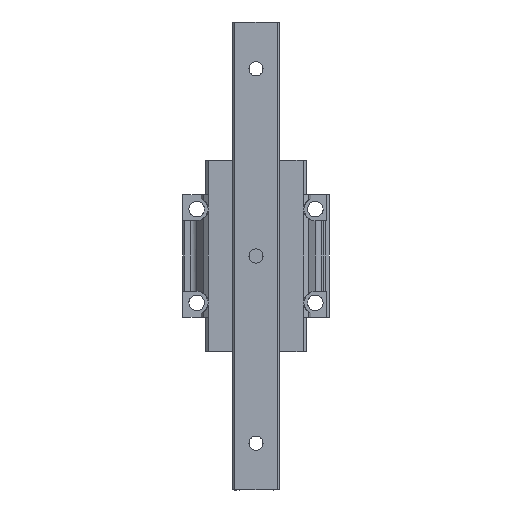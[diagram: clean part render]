
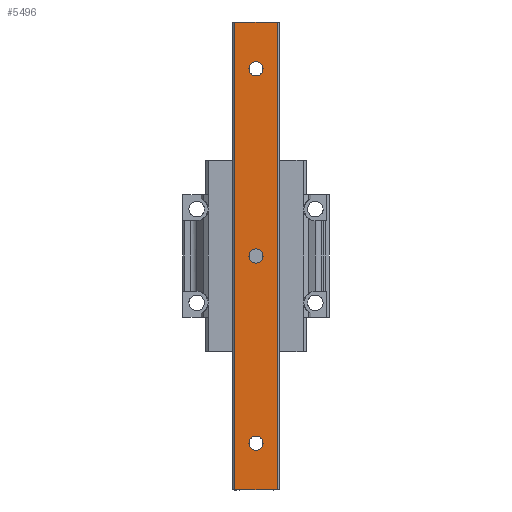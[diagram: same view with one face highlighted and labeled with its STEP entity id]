
A CAD part, front view. The second image highlights one B-rep face of the part: STEP entity #5496.
In plain terms, the highlighted free-form (B-spline) face has degree [1, 1] with [2, 2] control points.
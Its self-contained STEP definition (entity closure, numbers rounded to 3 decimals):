
#5114 = VERTEX_POINT('',#5115);
#5115 = CARTESIAN_POINT('',(-10.042,-22.152,
    -110.761));
#5120 = EDGE_CURVE('',#5121,#5114,#5123,.T.);
#5121 = VERTEX_POINT('',#5122);
#5122 = CARTESIAN_POINT('',(10.042,-22.152,
    -110.761));
#5123 = B_SPLINE_CURVE_WITH_KNOTS('',1,(#5124,#5125),.UNSPECIFIED.,.F.,
  .F.,(2,2),(0.,13.6),.PIECEWISE_BEZIER_KNOTS.);
#5124 = CARTESIAN_POINT('',(10.042,-22.152,
    -110.761));
#5125 = CARTESIAN_POINT('',(-10.042,-22.152,
    -110.761));
#5479 = EDGE_CURVE('',#5480,#5121,#5482,.T.);
#5480 = VERTEX_POINT('',#5481);
#5481 = CARTESIAN_POINT('',(10.042,-22.152,
    110.761));
#5482 = B_SPLINE_CURVE_WITH_KNOTS('',1,(#5483,#5484),.UNSPECIFIED.,.F.,
  .F.,(2,2),(0.,150.),.PIECEWISE_BEZIER_KNOTS.);
#5483 = CARTESIAN_POINT('',(10.042,-22.152,
    110.761));
#5484 = CARTESIAN_POINT('',(10.042,-22.152,
    -110.761));
#5496 = ADVANCED_FACE('',(#5497,#5513,#5535,#5557),#5579,.T.);
#5497 = FACE_BOUND('',#5498,.F.);
#5498 = EDGE_LOOP('',(#5499,#5500,#5507,#5512));
#5499 = ORIENTED_EDGE('',*,*,#5120,.T.);
#5500 = ORIENTED_EDGE('',*,*,#5501,.F.);
#5501 = EDGE_CURVE('',#5502,#5114,#5504,.T.);
#5502 = VERTEX_POINT('',#5503);
#5503 = CARTESIAN_POINT('',(-10.042,-22.152,
    110.761));
#5504 = B_SPLINE_CURVE_WITH_KNOTS('',1,(#5505,#5506),.UNSPECIFIED.,.F.,
  .F.,(2,2),(0.,150.),.PIECEWISE_BEZIER_KNOTS.);
#5505 = CARTESIAN_POINT('',(-10.042,-22.152,
    110.761));
#5506 = CARTESIAN_POINT('',(-10.042,-22.152,
    -110.761));
#5507 = ORIENTED_EDGE('',*,*,#5508,.F.);
#5508 = EDGE_CURVE('',#5480,#5502,#5509,.T.);
#5509 = B_SPLINE_CURVE_WITH_KNOTS('',1,(#5510,#5511),.UNSPECIFIED.,.F.,
  .F.,(2,2),(0.,13.6),.PIECEWISE_BEZIER_KNOTS.);
#5510 = CARTESIAN_POINT('',(10.042,-22.152,
    110.761));
#5511 = CARTESIAN_POINT('',(-10.042,-22.152,
    110.761));
#5512 = ORIENTED_EDGE('',*,*,#5479,.T.);
#5513 = FACE_BOUND('',#5514,.F.);
#5514 = EDGE_LOOP('',(#5515,#5527));
#5515 = ORIENTED_EDGE('',*,*,#5516,.T.);
#5516 = EDGE_CURVE('',#5517,#5519,#5521,.T.);
#5517 = VERTEX_POINT('',#5518);
#5518 = CARTESIAN_POINT('',(3.323,-22.152,0.));
#5519 = VERTEX_POINT('',#5520);
#5520 = CARTESIAN_POINT('',(-3.323,-22.152,0.));
#5521 = ( BOUNDED_CURVE() B_SPLINE_CURVE(2,(#5522,#5523,#5524,#5525,
#5526),.UNSPECIFIED.,.F.,.F.) B_SPLINE_CURVE_WITH_KNOTS((3,2,3),(0.,
1.571,3.142),.PIECEWISE_BEZIER_KNOTS.) CURVE() 
GEOMETRIC_REPRESENTATION_ITEM() RATIONAL_B_SPLINE_CURVE((1.,
0.707,1.,0.707,1.)) REPRESENTATION_ITEM('') );
#5522 = CARTESIAN_POINT('',(3.323,-22.152,0.));
#5523 = CARTESIAN_POINT('',(3.323,-22.152,
    3.323));
#5524 = CARTESIAN_POINT('',(0.,-22.152,
    3.323));
#5525 = CARTESIAN_POINT('',(-3.323,-22.152,
    3.323));
#5526 = CARTESIAN_POINT('',(-3.323,-22.152,
    0.));
#5527 = ORIENTED_EDGE('',*,*,#5528,.T.);
#5528 = EDGE_CURVE('',#5519,#5517,#5529,.T.);
#5529 = ( BOUNDED_CURVE() B_SPLINE_CURVE(2,(#5530,#5531,#5532,#5533,
#5534),.UNSPECIFIED.,.F.,.F.) B_SPLINE_CURVE_WITH_KNOTS((3,2,3),(0.,
1.571,3.142),.PIECEWISE_BEZIER_KNOTS.) CURVE() 
GEOMETRIC_REPRESENTATION_ITEM() RATIONAL_B_SPLINE_CURVE((1.,
0.707,1.,0.707,1.)) REPRESENTATION_ITEM('') );
#5530 = CARTESIAN_POINT('',(-3.323,-22.152,0.));
#5531 = CARTESIAN_POINT('',(-3.323,-22.152,
    -3.323));
#5532 = CARTESIAN_POINT('',(0.,-22.152,
    -3.323));
#5533 = CARTESIAN_POINT('',(3.323,-22.152,
    -3.323));
#5534 = CARTESIAN_POINT('',(3.323,-22.152,
    0.));
#5535 = FACE_BOUND('',#5536,.F.);
#5536 = EDGE_LOOP('',(#5537,#5549));
#5537 = ORIENTED_EDGE('',*,*,#5538,.T.);
#5538 = EDGE_CURVE('',#5539,#5541,#5543,.T.);
#5539 = VERTEX_POINT('',#5540);
#5540 = CARTESIAN_POINT('',(3.323,-22.152,
    -88.609));
#5541 = VERTEX_POINT('',#5542);
#5542 = CARTESIAN_POINT('',(-3.323,-22.152,
    -88.609));
#5543 = ( BOUNDED_CURVE() B_SPLINE_CURVE(2,(#5544,#5545,#5546,#5547,
#5548),.UNSPECIFIED.,.F.,.F.) B_SPLINE_CURVE_WITH_KNOTS((3,2,3),(0.,
1.571,3.142),.PIECEWISE_BEZIER_KNOTS.) CURVE() 
GEOMETRIC_REPRESENTATION_ITEM() RATIONAL_B_SPLINE_CURVE((1.,
0.707,1.,0.707,1.)) REPRESENTATION_ITEM('') );
#5544 = CARTESIAN_POINT('',(3.323,-22.152,
    -88.609));
#5545 = CARTESIAN_POINT('',(3.323,-22.152,
    -85.286));
#5546 = CARTESIAN_POINT('',(0.,-22.152,
    -85.286));
#5547 = CARTESIAN_POINT('',(-3.323,-22.152,
    -85.286));
#5548 = CARTESIAN_POINT('',(-3.323,-22.152,
    -88.609));
#5549 = ORIENTED_EDGE('',*,*,#5550,.T.);
#5550 = EDGE_CURVE('',#5541,#5539,#5551,.T.);
#5551 = ( BOUNDED_CURVE() B_SPLINE_CURVE(2,(#5552,#5553,#5554,#5555,
#5556),.UNSPECIFIED.,.F.,.F.) B_SPLINE_CURVE_WITH_KNOTS((3,2,3),(0.,
1.571,3.142),.PIECEWISE_BEZIER_KNOTS.) CURVE() 
GEOMETRIC_REPRESENTATION_ITEM() RATIONAL_B_SPLINE_CURVE((1.,
0.707,1.,0.707,1.)) REPRESENTATION_ITEM('') );
#5552 = CARTESIAN_POINT('',(-3.323,-22.152,
    -88.609));
#5553 = CARTESIAN_POINT('',(-3.323,-22.152,
    -91.932));
#5554 = CARTESIAN_POINT('',(0.,-22.152,
    -91.932));
#5555 = CARTESIAN_POINT('',(3.323,-22.152,
    -91.932));
#5556 = CARTESIAN_POINT('',(3.323,-22.152,
    -88.609));
#5557 = FACE_BOUND('',#5558,.F.);
#5558 = EDGE_LOOP('',(#5559,#5571));
#5559 = ORIENTED_EDGE('',*,*,#5560,.T.);
#5560 = EDGE_CURVE('',#5561,#5563,#5565,.T.);
#5561 = VERTEX_POINT('',#5562);
#5562 = CARTESIAN_POINT('',(-3.323,-22.152,
    88.609));
#5563 = VERTEX_POINT('',#5564);
#5564 = CARTESIAN_POINT('',(3.323,-22.152,
    88.609));
#5565 = ( BOUNDED_CURVE() B_SPLINE_CURVE(2,(#5566,#5567,#5568,#5569,
#5570),.UNSPECIFIED.,.F.,.F.) B_SPLINE_CURVE_WITH_KNOTS((3,2,3),(0.,
1.571,3.142),.PIECEWISE_BEZIER_KNOTS.) CURVE() 
GEOMETRIC_REPRESENTATION_ITEM() RATIONAL_B_SPLINE_CURVE((1.,
0.707,1.,0.707,1.)) REPRESENTATION_ITEM('') );
#5566 = CARTESIAN_POINT('',(-3.323,-22.152,
    88.609));
#5567 = CARTESIAN_POINT('',(-3.323,-22.152,
    85.286));
#5568 = CARTESIAN_POINT('',(0.,-22.152,
    85.286));
#5569 = CARTESIAN_POINT('',(3.323,-22.152,
    85.286));
#5570 = CARTESIAN_POINT('',(3.323,-22.152,
    88.609));
#5571 = ORIENTED_EDGE('',*,*,#5572,.T.);
#5572 = EDGE_CURVE('',#5563,#5561,#5573,.T.);
#5573 = ( BOUNDED_CURVE() B_SPLINE_CURVE(2,(#5574,#5575,#5576,#5577,
#5578),.UNSPECIFIED.,.F.,.F.) B_SPLINE_CURVE_WITH_KNOTS((3,2,3),(0.,
1.571,3.142),.PIECEWISE_BEZIER_KNOTS.) CURVE() 
GEOMETRIC_REPRESENTATION_ITEM() RATIONAL_B_SPLINE_CURVE((1.,
0.707,1.,0.707,1.)) REPRESENTATION_ITEM('') );
#5574 = CARTESIAN_POINT('',(3.323,-22.152,
    88.609));
#5575 = CARTESIAN_POINT('',(3.323,-22.152,
    91.932));
#5576 = CARTESIAN_POINT('',(0.,-22.152,
    91.932));
#5577 = CARTESIAN_POINT('',(-3.323,-22.152,
    91.932));
#5578 = CARTESIAN_POINT('',(-3.323,-22.152,
    88.609));
#5579 = B_SPLINE_SURFACE_WITH_KNOTS('',1,1,(
    (#5580,#5581)
    ,(#5582,#5583
    )),.UNSPECIFIED.,.F.,.F.,.F.,(2,2),(2,2),(0.,13.6),(0.,150.),
  .PIECEWISE_BEZIER_KNOTS.);
#5580 = CARTESIAN_POINT('',(-10.042,-22.152,
    -110.761));
#5581 = CARTESIAN_POINT('',(-10.042,-22.152,
    110.761));
#5582 = CARTESIAN_POINT('',(10.042,-22.152,
    -110.761));
#5583 = CARTESIAN_POINT('',(10.042,-22.152,
    110.761));
